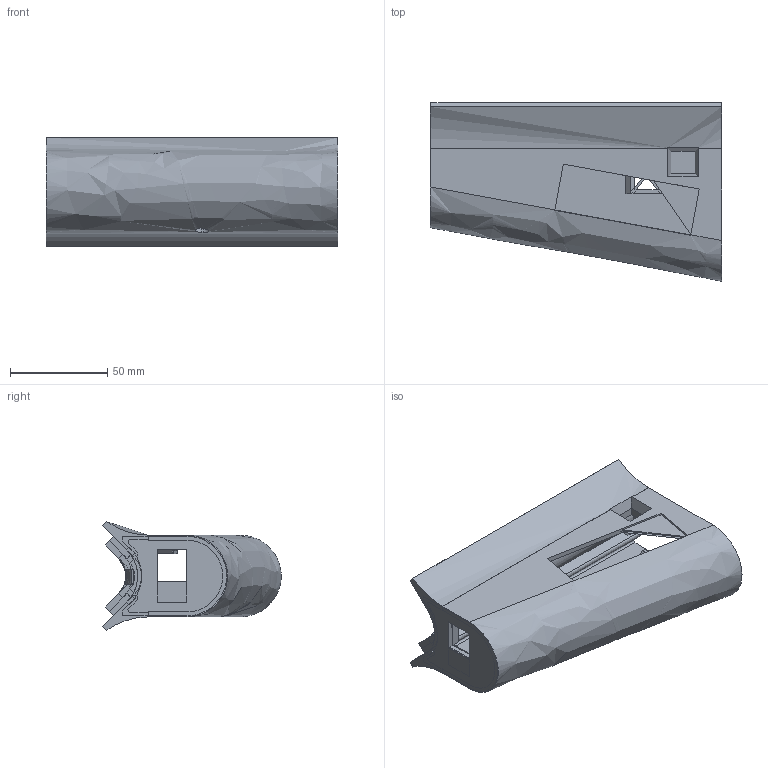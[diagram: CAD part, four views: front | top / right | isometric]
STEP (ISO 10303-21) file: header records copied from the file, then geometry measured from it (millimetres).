
FILE_DESCRIPTION( ('This file contains a STEP AP42 implementation' ,'as created by ZW3D STEP Interface translator.') ,'2;1' );
FILE_NAME( 'pied-pcb.step' ,'18 3 1. 95410', (''), ('ZWCAD Software Co.'), 'Version 1.0', 'ZW3D to STEP translator', '' );
FILE_SCHEMA( ('CONFIG_CONTROL_DESIGN') );
Length unit declared in the file: millimetre
Products named in the file (1): 0
Bounding box: 150 x 91.97 x 56 mm (x, y, z)
Volume: 109116.2 mm3; surface area: 78098.1 mm2
Topology: 2 solids, 2 shells, 408 faces, 1127 edges, 719 vertices
Faces by surface type: bspline 408
Entity records: 15966 total; most frequent: CARTESIAN_POINT 8768, ORIENTED_EDGE 2254, EDGE_CURVE 1127, B_SPLINE_CURVE_WITH_KNOTS 1015, VERTEX_POINT 719, EDGE_LOOP 422, FACE_OUTER_BOUND 408, ADVANCED_FACE 408
